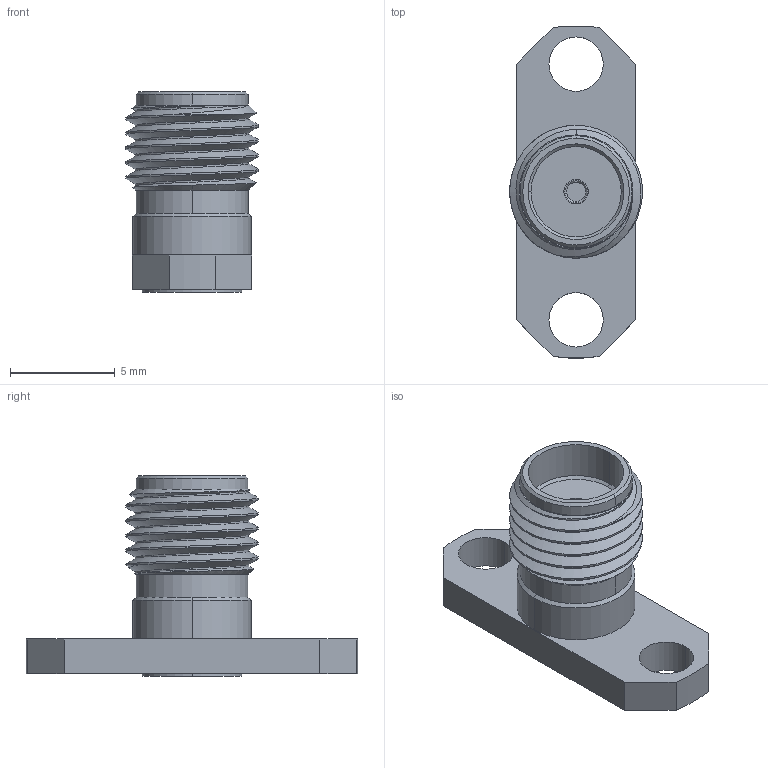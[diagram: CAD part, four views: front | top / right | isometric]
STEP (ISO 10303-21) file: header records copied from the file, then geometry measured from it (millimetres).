
FILE_DESCRIPTION (( 'STEP AP214' ), '1' );
FILE_NAME ('PE45584 ¦ FMCN1634.step', '2020-04-17T00:28:48', ( '' ), ( '' ), 'SwSTEP 2.0', 'SolidWorks 2018', '' );
FILE_SCHEMA (( 'AUTOMOTIVE_DESIGN' ));
Length unit declared in the file: millimetre
Products named in the file (1): PE45584 ｦ FMCN1634
Bounding box: 6.34 x 15.86 x 9.58 mm (x, y, z)
Volume: 285.4 mm3; surface area: 520.1 mm2
Topology: 2 solids, 2 shells, 107 faces, 276 edges, 181 vertices
Faces by surface type: plane 42, cylinder 41, cone 21, bspline 3
Entity records: 4712 total; most frequent: CARTESIAN_POINT 1620, ORIENTED_EDGE 552, DIRECTION 543, EDGE_CURVE 276, AXIS2_PLACEMENT_3D 212, VERTEX_POINT 181, EDGE_LOOP 121, VECTOR 119
